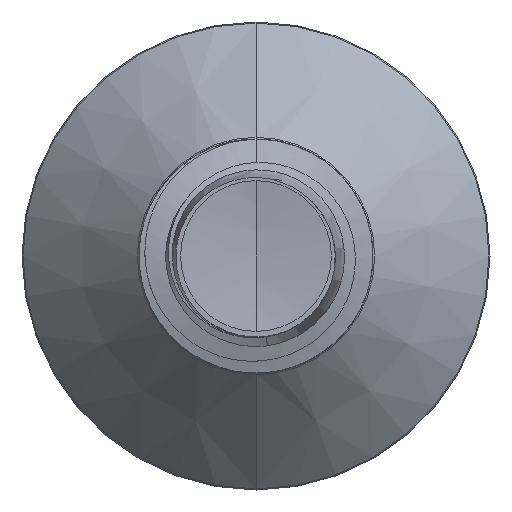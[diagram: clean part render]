
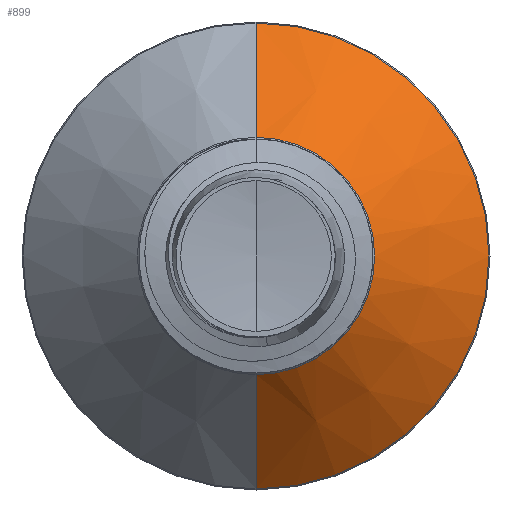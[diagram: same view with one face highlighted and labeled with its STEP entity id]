
A CAD part, front view. The second image highlights one B-rep face of the part: STEP entity #899.
In plain terms, the highlighted conical face has half-angle 45 degrees and reference radius 1.522 mm.
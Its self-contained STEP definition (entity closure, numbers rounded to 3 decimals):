
#899 = ADVANCED_FACE ( 'NONE', ( #10823 ), #12253, .T. ) ;
#1200 = EDGE_CURVE ( 'NONE', #6090, #8715, #4503, .T. ) ;
#1721 = EDGE_LOOP ( 'NONE', ( #12139, #3360, #11124, #5017 ) ) ;
#1902 = DIRECTION ( 'NONE',  ( 0., 1., 0. ) ) ;
#2577 = CARTESIAN_POINT ( 'NONE',  ( 0., 6.437, -2.987 ) ) ;
#2758 = DIRECTION ( 'NONE',  ( 0., 0., 1. ) ) ;
#2784 = LINE ( 'NONE', #3439, #5612 ) ;
#2957 = CARTESIAN_POINT ( 'NONE',  ( 0., 4.972, 0. ) ) ;
#3088 = CARTESIAN_POINT ( 'NONE',  ( 0., 4.972, -1.522 ) ) ;
#3247 = AXIS2_PLACEMENT_3D ( 'NONE', #13908, #13890, #13886 ) ;
#3278 = DIRECTION ( 'NONE',  ( 0., 1., 0. ) ) ;
#3360 = ORIENTED_EDGE ( 'NONE', *, *, #12245, .T. ) ;
#3439 = CARTESIAN_POINT ( 'NONE',  ( 0., 4.972, 1.522 ) ) ;
#4503 = CIRCLE ( 'NONE', #3247, 1.522 ) ;
#5017 = ORIENTED_EDGE ( 'NONE', *, *, #11244, .F. ) ;
#5612 = VECTOR ( 'NONE', #12217, 1000. ) ;
#6090 = VERTEX_POINT ( 'NONE', #14632 ) ;
#7277 = VECTOR ( 'NONE', #8284, 1000. ) ;
#8284 = DIRECTION ( 'NONE',  ( 0., 0.707, -0.707 ) ) ;
#8715 = VERTEX_POINT ( 'NONE', #3088 ) ;
#8724 = VERTEX_POINT ( 'NONE', #2577 ) ;
#9253 = CARTESIAN_POINT ( 'NONE',  ( 0., 6.437, 0. ) ) ;
#9472 = LINE ( 'NONE', #13271, #7277 ) ;
#10159 = DIRECTION ( 'NONE',  ( 0., 0., 1. ) ) ;
#10181 = EDGE_CURVE ( 'NONE', #14371, #8724, #11357, .T. ) ;
#10823 = FACE_OUTER_BOUND ( 'NONE', #1721, .T. ) ;
#11017 = CARTESIAN_POINT ( 'NONE',  ( 0., 6.437, 2.987 ) ) ;
#11124 = ORIENTED_EDGE ( 'NONE', *, *, #10181, .F. ) ;
#11244 = EDGE_CURVE ( 'NONE', #6090, #14371, #2784, .T. ) ;
#11318 = AXIS2_PLACEMENT_3D ( 'NONE', #2957, #3278, #2758 ) ;
#11357 = CIRCLE ( 'NONE', #13635, 2.987 ) ;
#12139 = ORIENTED_EDGE ( 'NONE', *, *, #1200, .T. ) ;
#12217 = DIRECTION ( 'NONE',  ( 0., 0.707, 0.707 ) ) ;
#12245 = EDGE_CURVE ( 'NONE', #8715, #8724, #9472, .T. ) ;
#12253 = CONICAL_SURFACE ( 'NONE', #11318, 1.522, 0.785 ) ;
#13271 = CARTESIAN_POINT ( 'NONE',  ( 0., 4.972, -1.522 ) ) ;
#13635 = AXIS2_PLACEMENT_3D ( 'NONE', #9253, #1902, #10159 ) ;
#13886 = DIRECTION ( 'NONE',  ( 0., 0., 1. ) ) ;
#13890 = DIRECTION ( 'NONE',  ( 0., 1., 0. ) ) ;
#13908 = CARTESIAN_POINT ( 'NONE',  ( 0., 4.972, 0. ) ) ;
#14371 = VERTEX_POINT ( 'NONE', #11017 ) ;
#14632 = CARTESIAN_POINT ( 'NONE',  ( 0., 4.972, 1.522 ) ) ;
